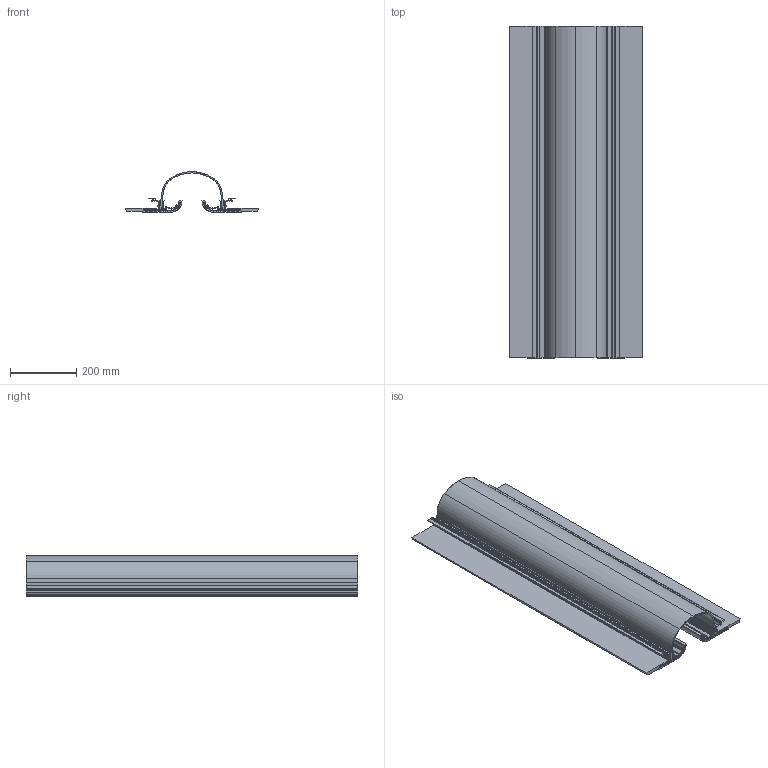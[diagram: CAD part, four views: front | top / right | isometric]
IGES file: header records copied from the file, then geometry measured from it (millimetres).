
Start section: Comment
Global section: file name: 59HSA 2313.igs; native system: Rhinoceros ( Mar  8 2010 ); preprocessor: Trout Lake IGES 012 Mar  8 2010; date: 100410.221109; units: millimetre
Bounding box: 400 x 1000 x 122.5 mm (x, y, z)
Surface area: 2874186.3 mm2 (no closed solid volume)
Topology: 0 solids, 0 shells, 1082 faces, 8198 edges, 8198 vertices
Faces by surface type: bspline 1082
